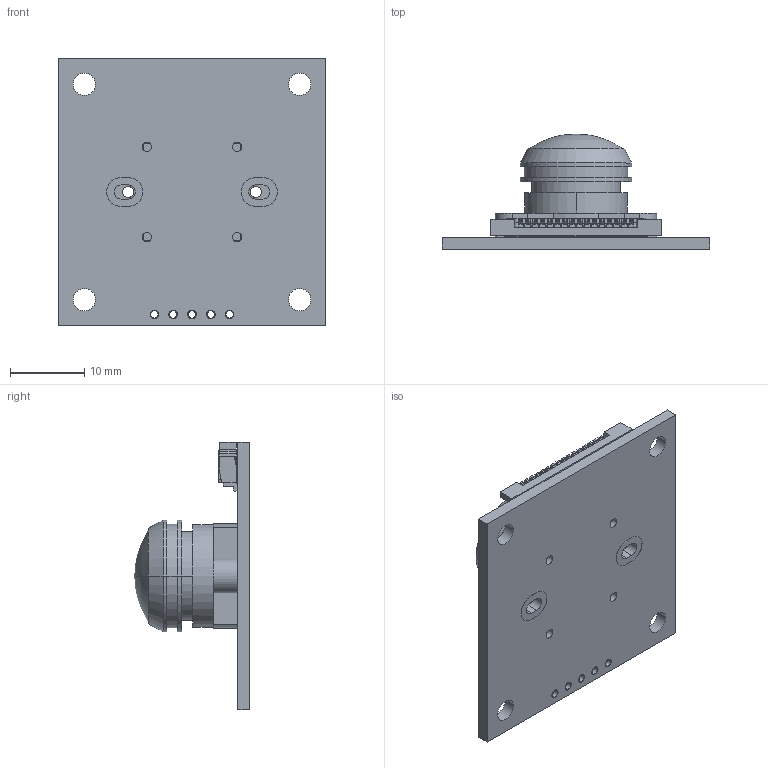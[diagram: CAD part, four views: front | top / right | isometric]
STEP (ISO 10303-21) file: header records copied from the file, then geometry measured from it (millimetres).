
FILE_DESCRIPTION((''),'2;1');
FILE_NAME('ARDUCAMFISHEYE_ASM','2021-01-07T14:45:49',('Ace'),(''),'CREO PARAMETRIC BY PTC INC, 2020154','CREO PARAMETRIC BY PTC INC, 2020154','');
FILE_SCHEMA(('AUTOMOTIVE_DESIGN { 1 0 10303 214 1 1 1 1 }'));
Length unit declared in the file: millimetre
Products named in the file (5): ARDUCAM_FISHEY; C-1-84953-5-A-3D; CAMMOUNT; LENS; ARDUCAMFISHEYE_ASM
Assembly tree (4 placements, depth 2):
  ARDUCAMFISHEYE_ASM
    ARDUCAM_FISHEY
    C-1-84953-5-A-3D
    CAMMOUNT
    LENS
Bounding box: 36 x 15.57 x 36 mm (x, y, z)
Volume: 3978.7 mm3; surface area: 5044.5 mm2
Topology: 4 solids, 4 shells, 852 faces, 2443 edges, 1609 vertices
Faces by surface type: plane 546, cylinder 302, sphere 2, cone 2
Entity records: 34431 total; most frequent: CARTESIAN_POINT 4982, ORIENTED_EDGE 4882, DIRECTION 4848, EDGE_CURVE 2441, VECTOR 1828, LINE 1828, VERTEX_POINT 1609, AXIS2_PLACEMENT_3D 1510
